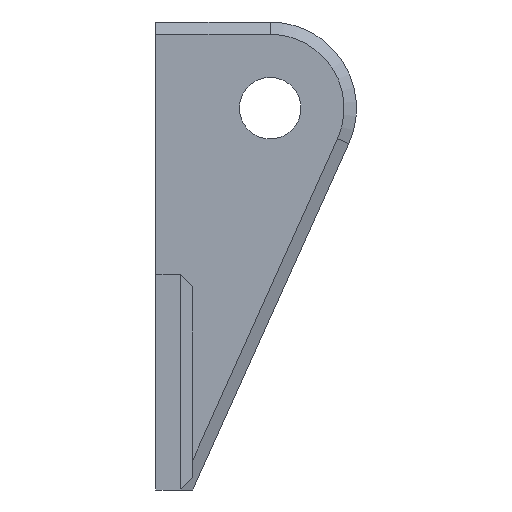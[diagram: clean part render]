
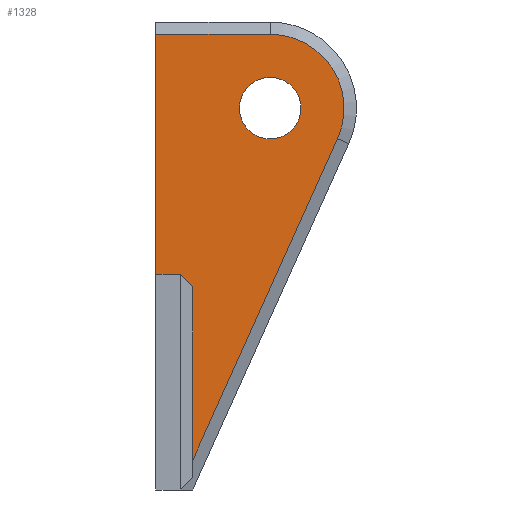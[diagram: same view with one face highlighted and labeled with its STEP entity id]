
A CAD part, left-side view. The second image highlights one B-rep face of the part: STEP entity #1328.
In plain terms, the highlighted planar face has unit normal (-1, 0, 0).
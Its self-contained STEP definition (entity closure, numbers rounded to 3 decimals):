
#9 = CARTESIAN_POINT ( 'NONE',  ( -8., -7.788, 28.25 ) ) ;
#37 = CARTESIAN_POINT ( 'NONE',  ( -8., 1.5, 8.75 ) ) ;
#78 = EDGE_LOOP ( 'NONE', ( #1224, #900 ) ) ;
#108 = ORIENTED_EDGE ( 'NONE', *, *, #784, .T. ) ;
#115 = CIRCLE ( 'NONE', #239, 6. ) ;
#135 = CARTESIAN_POINT ( 'NONE',  ( -8., -0.5, 8.75 ) ) ;
#136 = VECTOR ( 'NONE', #1406, 1000. ) ;
#155 = VECTOR ( 'NONE', #888, 1000. ) ;
#166 = DIRECTION ( 'NONE',  ( 0., 0., -1. ) ) ;
#175 = EDGE_CURVE ( 'NONE', #759, #210, #1460, .T. ) ;
#210 = VERTEX_POINT ( 'NONE', #1129 ) ;
#218 = CIRCLE ( 'NONE', #1260, 2.5 ) ;
#239 = AXIS2_PLACEMENT_3D ( 'NONE', #536, #1493, #166 ) ;
#268 = EDGE_LOOP ( 'NONE', ( #1221, #738, #1043, #1040, #108, #886, #652 ) ) ;
#270 = VERTEX_POINT ( 'NONE', #1410 ) ;
#294 = FACE_OUTER_BOUND ( 'NONE', #268, .T. ) ;
#307 = DIRECTION ( 'NONE',  ( 0., 0., -1. ) ) ;
#330 = EDGE_CURVE ( 'NONE', #583, #270, #1412, .T. ) ;
#370 = CARTESIAN_POINT ( 'NONE',  ( -8., -7.788, 24.75 ) ) ;
#378 = CARTESIAN_POINT ( 'NONE',  ( -8., -1.5, 7.75 ) ) ;
#391 = LINE ( 'NONE', #9, #730 ) ;
#410 = VERTEX_POINT ( 'NONE', #135 ) ;
#411 = DIRECTION ( 'NONE',  ( 0., -0.707, -0.707 ) ) ;
#429 = CARTESIAN_POINT ( 'NONE',  ( -8., -13.258, 19.786 ) ) ;
#466 = EDGE_CURVE ( 'NONE', #521, #410, #1394, .T. ) ;
#471 = PLANE ( 'NONE',  #735 ) ;
#482 = CARTESIAN_POINT ( 'NONE',  ( -8., -7.788, 22.25 ) ) ;
#501 = VECTOR ( 'NONE', #411, 1000. ) ;
#508 = CARTESIAN_POINT ( 'NONE',  ( -8., -13.258, 19.786 ) ) ;
#509 = VERTEX_POINT ( 'NONE', #671 ) ;
#521 = VERTEX_POINT ( 'NONE', #37 ) ;
#536 = CARTESIAN_POINT ( 'NONE',  ( -8., -7.788, 22.25 ) ) ;
#559 = CARTESIAN_POINT ( 'NONE',  ( -8., -7.788, 22.25 ) ) ;
#583 = VERTEX_POINT ( 'NONE', #370 ) ;
#611 = CARTESIAN_POINT ( 'NONE',  ( -8., -7.788, 28.25 ) ) ;
#652 = ORIENTED_EDGE ( 'NONE', *, *, #1530, .T. ) ;
#655 = EDGE_CURVE ( 'NONE', #1582, #1288, #115, .T. ) ;
#671 = CARTESIAN_POINT ( 'NONE',  ( -8., 1.5, 28.25 ) ) ;
#693 = EDGE_CURVE ( 'NONE', #1288, #509, #391, .T. ) ;
#696 = CARTESIAN_POINT ( 'NONE',  ( -8., -7.788, 22.25 ) ) ;
#730 = VECTOR ( 'NONE', #1115, 1000. ) ;
#735 = AXIS2_PLACEMENT_3D ( 'NONE', #696, #1531, #1184 ) ;
#738 = ORIENTED_EDGE ( 'NONE', *, *, #693, .T. ) ;
#752 = LINE ( 'NONE', #1490, #501 ) ;
#759 = VERTEX_POINT ( 'NONE', #378 ) ;
#784 = EDGE_CURVE ( 'NONE', #410, #759, #752, .T. ) ;
#793 = FACE_BOUND ( 'NONE', #78, .T. ) ;
#849 = LINE ( 'NONE', #508, #1362 ) ;
#852 = EDGE_CURVE ( 'NONE', #270, #583, #218, .T. ) ;
#886 = ORIENTED_EDGE ( 'NONE', *, *, #175, .T. ) ;
#888 = DIRECTION ( 'NONE',  ( 0., 0., -1. ) ) ;
#900 = ORIENTED_EDGE ( 'NONE', *, *, #852, .T. ) ;
#920 = DIRECTION ( 'NONE',  ( 0., 0., 1. ) ) ;
#927 = DIRECTION ( 'NONE',  ( 1., 0., 0. ) ) ;
#972 = DIRECTION ( 'NONE',  ( 1., 0., 0. ) ) ;
#1040 = ORIENTED_EDGE ( 'NONE', *, *, #466, .T. ) ;
#1043 = ORIENTED_EDGE ( 'NONE', *, *, #1321, .F. ) ;
#1079 = AXIS2_PLACEMENT_3D ( 'NONE', #482, #972, #1443 ) ;
#1084 = VECTOR ( 'NONE', #920, 1000. ) ;
#1115 = DIRECTION ( 'NONE',  ( 0., 1., 0. ) ) ;
#1129 = CARTESIAN_POINT ( 'NONE',  ( -8., -1.5, -6.315 ) ) ;
#1148 = LINE ( 'NONE', #1478, #1084 ) ;
#1184 = DIRECTION ( 'NONE',  ( 0., 0., -1. ) ) ;
#1221 = ORIENTED_EDGE ( 'NONE', *, *, #655, .T. ) ;
#1224 = ORIENTED_EDGE ( 'NONE', *, *, #330, .T. ) ;
#1260 = AXIS2_PLACEMENT_3D ( 'NONE', #559, #927, #307 ) ;
#1277 = CARTESIAN_POINT ( 'NONE',  ( -8., 0., 8.75 ) ) ;
#1288 = VERTEX_POINT ( 'NONE', #611 ) ;
#1321 = EDGE_CURVE ( 'NONE', #521, #509, #1148, .T. ) ;
#1328 = ADVANCED_FACE ( 'NONE', ( #793, #294 ), #471, .F. ) ;
#1342 = DIRECTION ( 'NONE',  ( 0., -0.411, 0.912 ) ) ;
#1362 = VECTOR ( 'NONE', #1342, 1000. ) ;
#1394 = LINE ( 'NONE', #1277, #136 ) ;
#1406 = DIRECTION ( 'NONE',  ( 0., -1., 0. ) ) ;
#1410 = CARTESIAN_POINT ( 'NONE',  ( -8., -7.788, 19.75 ) ) ;
#1412 = CIRCLE ( 'NONE', #1079, 2.5 ) ;
#1443 = DIRECTION ( 'NONE',  ( 0., 0., -1. ) ) ;
#1460 = LINE ( 'NONE', #1472, #155 ) ;
#1472 = CARTESIAN_POINT ( 'NONE',  ( -8., -1.5, 8.75 ) ) ;
#1478 = CARTESIAN_POINT ( 'NONE',  ( -8., 1.5, 29.25 ) ) ;
#1490 = CARTESIAN_POINT ( 'NONE',  ( -8., 2.606, 11.856 ) ) ;
#1493 = DIRECTION ( 'NONE',  ( -1., 0., 0. ) ) ;
#1530 = EDGE_CURVE ( 'NONE', #210, #1582, #849, .T. ) ;
#1531 = DIRECTION ( 'NONE',  ( 1., 0., 0. ) ) ;
#1582 = VERTEX_POINT ( 'NONE', #429 ) ;
